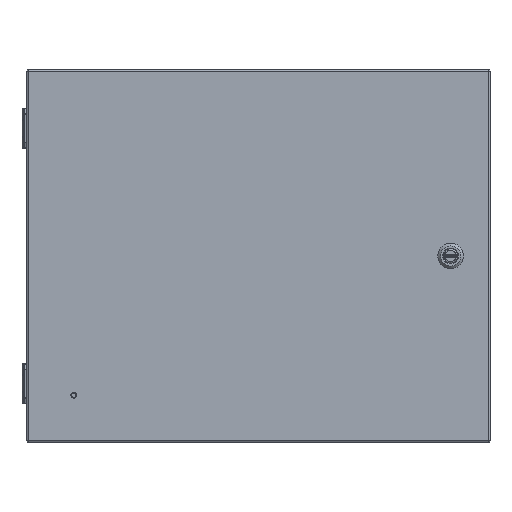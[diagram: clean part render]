
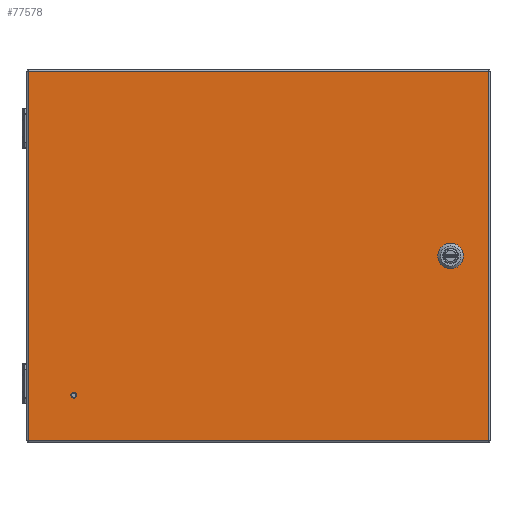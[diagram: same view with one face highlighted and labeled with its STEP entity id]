
A CAD part, top view. The second image highlights one B-rep face of the part: STEP entity #77578.
In plain terms, the highlighted planar face has unit normal (0, 0, 1).
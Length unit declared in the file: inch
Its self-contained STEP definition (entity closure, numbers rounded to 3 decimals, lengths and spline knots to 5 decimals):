
#1040 = ORIENTED_EDGE ( 'NONE', *, *, #36577, .F. ) ;
#1669 = ORIENTED_EDGE ( 'NONE', *, *, #42306, .F. ) ;
#1893 = PLANE ( 'NONE',  #79594 ) ;
#5822 = VERTEX_POINT ( 'NONE', #48703 ) ;
#6174 = CARTESIAN_POINT ( 'NONE',  ( 8.472, 0.0001, 6.119 ) ) ;
#7601 = VECTOR ( 'NONE', #20132, 39.37008 ) ;
#7740 = CARTESIAN_POINT ( 'NONE',  ( -4.9827, 0.3961, 6.119 ) ) ;
#7899 = AXIS2_PLACEMENT_3D ( 'NONE', #22265, #76154, #42918 ) ;
#8380 = VECTOR ( 'NONE', #8604, 39.37008 ) ;
#8604 = DIRECTION ( 'NONE',  ( 0., -1., 0. ) ) ;
#8909 = VECTOR ( 'NONE', #77682, 39.37008 ) ;
#9025 = LINE ( 'NONE', #69078, #8380 ) ;
#9331 = VERTEX_POINT ( 'NONE', #44385 ) ;
#9952 = VERTEX_POINT ( 'NONE', #50164 ) ;
#10207 = DIRECTION ( 'NONE',  ( 1., 0., 0. ) ) ;
#10264 = FACE_BOUND ( 'NONE', #15382, .T. ) ;
#10425 = VECTOR ( 'NONE', #10207, 39.37008 ) ;
#11695 = VECTOR ( 'NONE', #22787, 39.37008 ) ;
#12472 = CARTESIAN_POINT ( 'NONE',  ( 8.27342, -0.3959, 6.119 ) ) ;
#13202 = CARTESIAN_POINT ( 'NONE',  ( -8.1222, -6.1395, 6.119 ) ) ;
#14769 = CIRCLE ( 'NONE', #82424, 0.09655 ) ;
#15382 = EDGE_LOOP ( 'NONE', ( #29626, #81940, #24252, #1040, #29480, #15437, #29699, #1669 ) ) ;
#15437 = ORIENTED_EDGE ( 'NONE', *, *, #36838, .F. ) ;
#16708 = LINE ( 'NONE', #31656, #8909 ) ;
#16978 = EDGE_CURVE ( 'NONE', #39624, #21621, #52858, .T. ) ;
#17645 = AXIS2_PLACEMENT_3D ( 'NONE', #6174, #22077, #56904 ) ;
#18128 = LINE ( 'NONE', #24723, #48551 ) ;
#18307 = CARTESIAN_POINT ( 'NONE',  ( 8.868, -0.19848, 6.119 ) ) ;
#18485 = EDGE_CURVE ( 'NONE', #54458, #5822, #9025, .T. ) ;
#20132 = DIRECTION ( 'NONE',  ( -1., 0., 0. ) ) ;
#21136 = AXIS2_PLACEMENT_3D ( 'NONE', #82862, #56796, #22374 ) ;
#21621 = VERTEX_POINT ( 'NONE', #65370 ) ;
#22077 = DIRECTION ( 'NONE',  ( 0., 0., 1. ) ) ;
#22265 = CARTESIAN_POINT ( 'NONE',  ( 8.472, 0.0001, 6.119 ) ) ;
#22374 = DIRECTION ( 'NONE',  ( -1., 0., 0. ) ) ;
#22787 = DIRECTION ( 'NONE',  ( 0., 1., 0. ) ) ;
#23290 = VERTEX_POINT ( 'NONE', #12472 ) ;
#23507 = FACE_BOUND ( 'NONE', #81854, .T. ) ;
#24252 = ORIENTED_EDGE ( 'NONE', *, *, #54711, .F. ) ;
#24723 = CARTESIAN_POINT ( 'NONE',  ( 8.076, 3.0001, 6.119 ) ) ;
#28444 = CARTESIAN_POINT ( 'NONE',  ( 8.868, 0.19868, 6.119 ) ) ;
#29281 = DIRECTION ( 'NONE',  ( -1., 0., 0. ) ) ;
#29396 = CARTESIAN_POINT ( 'NONE',  ( -8.21875, -6.1395, 6.119 ) ) ;
#29480 = ORIENTED_EDGE ( 'NONE', *, *, #60500, .F. ) ;
#29626 = ORIENTED_EDGE ( 'NONE', *, *, #81707, .F. ) ;
#29699 = ORIENTED_EDGE ( 'NONE', *, *, #78178, .F. ) ;
#31656 = CARTESIAN_POINT ( 'NONE',  ( -4.9827, -0.3959, 6.119 ) ) ;
#32777 = VERTEX_POINT ( 'NONE', #76450 ) ;
#33029 = EDGE_CURVE ( 'NONE', #76692, #76692, #14769, .T. ) ;
#34595 = CIRCLE ( 'NONE', #7899, 0.443 ) ;
#36273 = ORIENTED_EDGE ( 'NONE', *, *, #18485, .T. ) ;
#36577 = EDGE_CURVE ( 'NONE', #68236, #64237, #70469, .T. ) ;
#36838 = EDGE_CURVE ( 'NONE', #23290, #42962, #16708, .T. ) ;
#38610 = VECTOR ( 'NONE', #85818, 39.37008 ) ;
#39283 = CARTESIAN_POINT ( 'NONE',  ( -4.9827, 3.0001, 6.119 ) ) ;
#39624 = VERTEX_POINT ( 'NONE', #68708 ) ;
#39702 = CARTESIAN_POINT ( 'NONE',  ( 8.67058, -0.3959, 6.119 ) ) ;
#40064 = DIRECTION ( 'NONE',  ( 0., 0., 1. ) ) ;
#41561 = EDGE_LOOP ( 'NONE', ( #47689, #46517, #62222, #36273 ) ) ;
#42306 = EDGE_CURVE ( 'NONE', #9331, #9952, #18128, .T. ) ;
#42862 = FACE_OUTER_BOUND ( 'NONE', #41561, .T. ) ;
#42918 = DIRECTION ( 'NONE',  ( -1., 0., 0. ) ) ;
#42962 = VERTEX_POINT ( 'NONE', #39702 ) ;
#43611 = DIRECTION ( 'NONE',  ( 0., -1., 0. ) ) ;
#43638 = CARTESIAN_POINT ( 'NONE',  ( 10.205, -8.1275, 6.119 ) ) ;
#44010 = CARTESIAN_POINT ( 'NONE',  ( -10.1102, 8.1277, 6.119 ) ) ;
#44319 = CIRCLE ( 'NONE', #17645, 0.443 ) ;
#44385 = CARTESIAN_POINT ( 'NONE',  ( 8.076, 0.19868, 6.119 ) ) ;
#46517 = ORIENTED_EDGE ( 'NONE', *, *, #16978, .T. ) ;
#47379 = LINE ( 'NONE', #7740, #7601 ) ;
#47689 = ORIENTED_EDGE ( 'NONE', *, *, #61802, .T. ) ;
#48270 = CARTESIAN_POINT ( 'NONE',  ( 10.145, 8.1877, 6.119 ) ) ;
#48290 = AXIS2_PLACEMENT_3D ( 'NONE', #83141, #71231, #29281 ) ;
#48551 = VECTOR ( 'NONE', #43611, 39.37008 ) ;
#48703 = CARTESIAN_POINT ( 'NONE',  ( -10.1102, -8.1275, 6.119 ) ) ;
#49416 = LINE ( 'NONE', #43638, #10425 ) ;
#50164 = CARTESIAN_POINT ( 'NONE',  ( 8.076, -0.19848, 6.119 ) ) ;
#51020 = CARTESIAN_POINT ( 'NONE',  ( 8.67058, 0.3961, 6.119 ) ) ;
#51332 = LINE ( 'NONE', #64653, #38610 ) ;
#52858 = LINE ( 'NONE', #48270, #66527 ) ;
#54458 = VERTEX_POINT ( 'NONE', #44010 ) ;
#54711 = EDGE_CURVE ( 'NONE', #64237, #79979, #77571, .T. ) ;
#56796 = DIRECTION ( 'NONE',  ( 0., 0., 1. ) ) ;
#56904 = DIRECTION ( 'NONE',  ( -1., 0., 0. ) ) ;
#59677 = DIRECTION ( 'NONE',  ( 0., 0., 1. ) ) ;
#60500 = EDGE_CURVE ( 'NONE', #42962, #68236, #80780, .T. ) ;
#61802 = EDGE_CURVE ( 'NONE', #5822, #39624, #49416, .T. ) ;
#62222 = ORIENTED_EDGE ( 'NONE', *, *, #76581, .T. ) ;
#62487 = DIRECTION ( 'NONE',  ( 0., 1., 0. ) ) ;
#64237 = VERTEX_POINT ( 'NONE', #28444 ) ;
#64653 = CARTESIAN_POINT ( 'NONE',  ( -10.1702, 8.1277, 6.119 ) ) ;
#65370 = CARTESIAN_POINT ( 'NONE',  ( 10.145, 8.1277, 6.119 ) ) ;
#66527 = VECTOR ( 'NONE', #62487, 39.37008 ) ;
#67069 = DIRECTION ( 'NONE',  ( -1., 0., 0. ) ) ;
#68236 = VERTEX_POINT ( 'NONE', #18307 ) ;
#68708 = CARTESIAN_POINT ( 'NONE',  ( 10.145, -8.1275, 6.119 ) ) ;
#69078 = CARTESIAN_POINT ( 'NONE',  ( -10.1102, -8.1875, 6.119 ) ) ;
#70002 = ORIENTED_EDGE ( 'NONE', *, *, #33029, .F. ) ;
#70469 = LINE ( 'NONE', #71348, #11695 ) ;
#71195 = DIRECTION ( 'NONE',  ( -1., 0., 0. ) ) ;
#71231 = DIRECTION ( 'NONE',  ( 0., 0., 1. ) ) ;
#71348 = CARTESIAN_POINT ( 'NONE',  ( 8.868, 3.0001, 6.119 ) ) ;
#76154 = DIRECTION ( 'NONE',  ( 0., 0., 1. ) ) ;
#76408 = EDGE_CURVE ( 'NONE', #79979, #32777, #47379, .T. ) ;
#76450 = CARTESIAN_POINT ( 'NONE',  ( 8.27342, 0.3961, 6.119 ) ) ;
#76581 = EDGE_CURVE ( 'NONE', #21621, #54458, #51332, .T. ) ;
#76692 = VERTEX_POINT ( 'NONE', #29396 ) ;
#77571 = CIRCLE ( 'NONE', #21136, 0.443 ) ;
#77578 = ADVANCED_FACE ( 'NONE', ( #10264, #23507, #42862 ), #1893, .T. ) ;
#77682 = DIRECTION ( 'NONE',  ( 1., 0., 0. ) ) ;
#78178 = EDGE_CURVE ( 'NONE', #9952, #23290, #44319, .T. ) ;
#79594 = AXIS2_PLACEMENT_3D ( 'NONE', #39283, #59677, #71195 ) ;
#79979 = VERTEX_POINT ( 'NONE', #51020 ) ;
#80780 = CIRCLE ( 'NONE', #48290, 0.443 ) ;
#81707 = EDGE_CURVE ( 'NONE', #32777, #9331, #34595, .T. ) ;
#81854 = EDGE_LOOP ( 'NONE', ( #70002 ) ) ;
#81940 = ORIENTED_EDGE ( 'NONE', *, *, #76408, .F. ) ;
#82424 = AXIS2_PLACEMENT_3D ( 'NONE', #13202, #40064, #67069 ) ;
#82862 = CARTESIAN_POINT ( 'NONE',  ( 8.472, 0.0001, 6.119 ) ) ;
#83141 = CARTESIAN_POINT ( 'NONE',  ( 8.472, 0.0001, 6.119 ) ) ;
#85818 = DIRECTION ( 'NONE',  ( -1., 0., 0. ) ) ;
